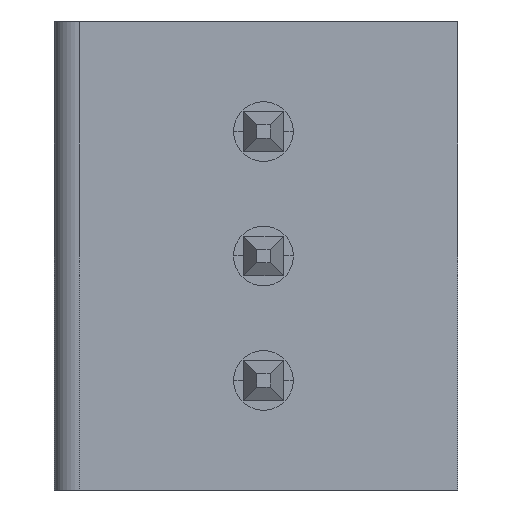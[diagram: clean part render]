
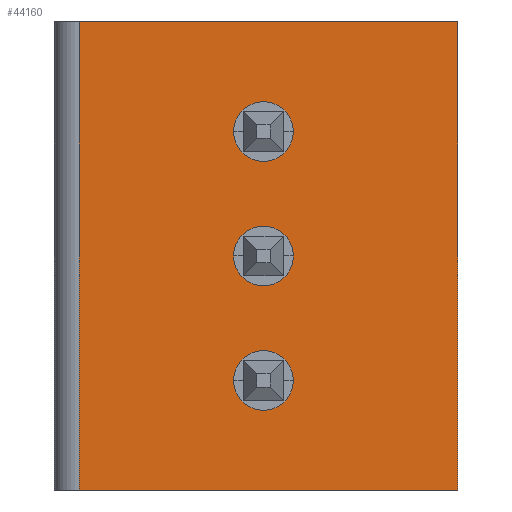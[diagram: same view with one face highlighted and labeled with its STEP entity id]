
A CAD part, front view. The second image highlights one B-rep face of the part: STEP entity #44160.
In plain terms, the highlighted face is planar.
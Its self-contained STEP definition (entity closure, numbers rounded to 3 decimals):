
#7540=CARTESIAN_POINT('',(-25.392,91.36
   ,0.85));
#7550=DIRECTION('',(0.,-1.,
   0.));
#7560=VECTOR('',#7550,1.);
#7570=LINE('',#7540,#7560);
#7580=CARTESIAN_POINT('',(-25.392,131.349
   ,0.85));
#7590=VERTEX_POINT('',#7580);
#7600=CARTESIAN_POINT('',(-25.392,123.749
   ,0.85));
#7610=VERTEX_POINT('',#7600);
#7620=EDGE_CURVE('',#7590,#7610,#7570,.T.);
#27690=CARTESIAN_POINT('',(-25.392,
   131.349,-8.55));
#27700=VERTEX_POINT('',#27690);
#27800=CARTESIAN_POINT('',(-25.392,
   131.349,0.8));
#27810=DIRECTION('',(0.,0.,
   1.));
#27820=VECTOR('',#27810,1.);
#27830=LINE('',#27800,#27820);
#27840=EDGE_CURVE('',#27700,#7590,#27830,.T.);
#38790=CARTESIAN_POINT('',(-25.392,
   123.749,-8.55));
#38800=VERTEX_POINT('',#38790);
#38830=CARTESIAN_POINT('',(-25.392,
   123.749,25.8));
#38840=DIRECTION('',(0.,0.,
   -1.));
#38850=VECTOR('',#38840,1.);
#38860=LINE('',#38830,#38850);
#38870=EDGE_CURVE('',#7610,#38800,#38860,.T.);
#39100=CARTESIAN_POINT('',(-25.392,
   127.049,-1.35));
#39110=VERTEX_POINT('',#39100);
#39140=CARTESIAN_POINT('',(-25.392,
   127.649,-1.35));
#39150=DIRECTION('',(-1.,0.,
   0.));
#39160=DIRECTION('',(0.,-1.,
   0.));
#39170=AXIS2_PLACEMENT_3D('',#39140,#39150,#39160);
#39180=CIRCLE('',#39170,0.6);
#39190=CARTESIAN_POINT('',(-25.392,
   128.249,-1.35));
#39200=VERTEX_POINT('',#39190);
#39210=EDGE_CURVE('',#39200,#39110,#39180,.T.);
#43650=CARTESIAN_POINT('',(-25.392,
   129.8,-4.036));
#43660=DIRECTION('',(-1.,0.,
   0.));
#43670=DIRECTION('',(0.,-1.,
   0.));
#43680=AXIS2_PLACEMENT_3D('',#43650,#43660,#43670);
#43690=PLANE('',#43680);
#43700=CARTESIAN_POINT('',(-25.392,
   127.649,-3.85));
#43710=DIRECTION('',(-1.,0.,
   0.));
#43720=DIRECTION('',(0.,-1.,
   0.));
#43730=AXIS2_PLACEMENT_3D('',#43700,#43710,#43720);
#43740=CIRCLE('',#43730,0.6);
#43750=CARTESIAN_POINT('',(-25.392,
   128.249,-3.85));
#43760=VERTEX_POINT('',#43750);
#43770=CARTESIAN_POINT('',(-25.392,
   127.049,-3.85));
#43780=VERTEX_POINT('',#43770);
#43790=EDGE_CURVE('',#43760,#43780,#43740,.T.);
#43800=ORIENTED_EDGE('',*,*,#43790,.F.);
#43810=EDGE_CURVE('',#43780,#43760,#43740,.T.);
#43820=ORIENTED_EDGE('',*,*,#43810,.F.);
#43830=EDGE_LOOP('',(#43820,#43800));
#43840=FACE_BOUND('',#43830,.T.);
#43850=EDGE_CURVE('',#39110,#39200,#39180,.T.);
#43860=ORIENTED_EDGE('',*,*,#43850,.F.);
#43870=ORIENTED_EDGE('',*,*,#39210,.F.);
#43880=EDGE_LOOP('',(#43870,#43860));
#43890=FACE_BOUND('',#43880,.T.);
#43900=CARTESIAN_POINT('',(-25.392,
   127.649,-6.35));
#43910=DIRECTION('',(-1.,0.,
   0.));
#43920=DIRECTION('',(0.,-1.,
   0.));
#43930=AXIS2_PLACEMENT_3D('',#43900,#43910,#43920);
#43940=CIRCLE('',#43930,0.6);
#43950=CARTESIAN_POINT('',(-25.392,
   127.049,-6.35));
#43960=VERTEX_POINT('',#43950);
#43970=CARTESIAN_POINT('',(-25.392,
   128.249,-6.35));
#43980=VERTEX_POINT('',#43970);
#43990=EDGE_CURVE('',#43960,#43980,#43940,.T.);
#44000=ORIENTED_EDGE('',*,*,#43990,.F.);
#44010=EDGE_CURVE('',#43980,#43960,#43940,.T.);
#44020=ORIENTED_EDGE('',*,*,#44010,.F.);
#44030=EDGE_LOOP('',(#44020,#44000));
#44040=FACE_BOUND('',#44030,.T.);
#44050=ORIENTED_EDGE('',*,*,#7620,.F.);
#44060=ORIENTED_EDGE('',*,*,#38870,.F.);
#44070=CARTESIAN_POINT('',(-25.392,
   91.36,-8.55));
#44080=DIRECTION('',(0.,-1.,
   0.));
#44090=VECTOR('',#44080,1.);
#44100=LINE('',#44070,#44090);
#44110=EDGE_CURVE('',#27700,#38800,#44100,.T.);
#44120=ORIENTED_EDGE('',*,*,#44110,.T.);
#44130=ORIENTED_EDGE('',*,*,#27840,.F.);
#44140=EDGE_LOOP('',(#44130,#44120,#44060,#44050));
#44150=FACE_OUTER_BOUND('',#44140,.T.);
#44160=ADVANCED_FACE('',(#43840,#43890,#44040,#44150),#43690,.T.);
